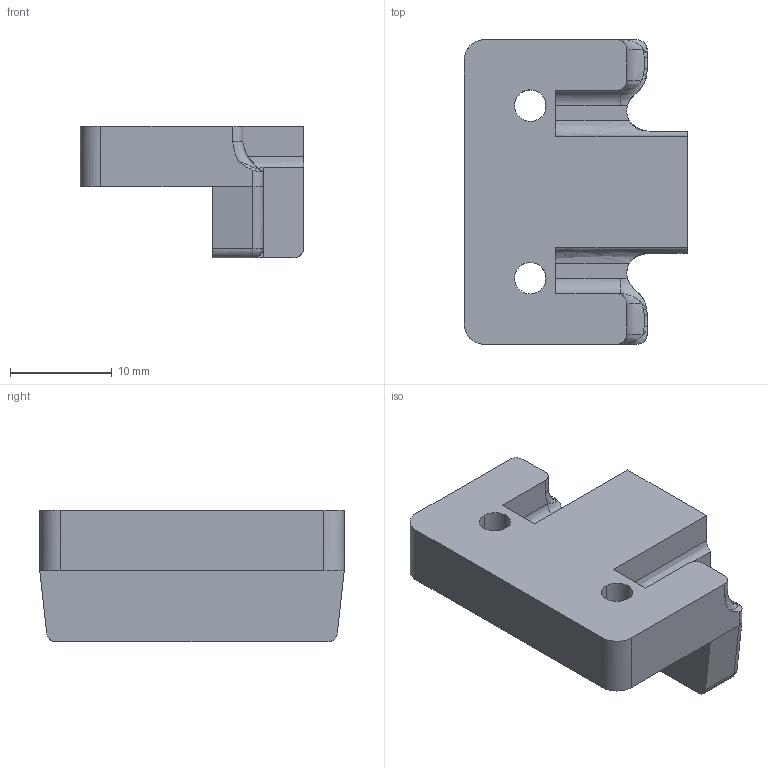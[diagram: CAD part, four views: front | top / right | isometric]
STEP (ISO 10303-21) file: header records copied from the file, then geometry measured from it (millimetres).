
FILE_DESCRIPTION((''),'2;1');
FILE_NAME('','2005-12-15T09:37:23',(''),(''),'','CADfix','');
FILE_SCHEMA(('AUTOMOTIVE_DESIGN'));
Length unit declared in the file: millimetre
Products named in the file (1): holder
Bounding box: 22 x 30 x 13 mm (x, y, z)
Volume: 4091.4 mm3; surface area: 2499.8 mm2
Topology: 1 solids, 1 shells, 80 faces, 220 edges, 138 vertices
Faces by surface type: bspline 80
Entity records: 3413 total; most frequent: CARTESIAN_POINT 2186, ORIENTED_EDGE 432, EDGE_CURVE 216, VERTEX_POINT 138, QUASI_UNIFORM_CURVE 106, EDGE_LOOP 84, FACE_OUTER_BOUND 80, ADVANCED_FACE 80
